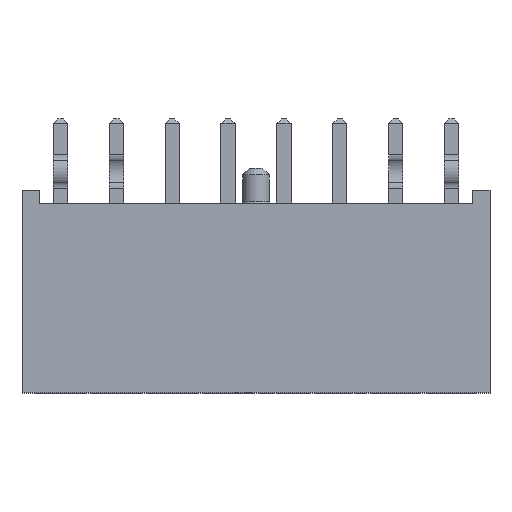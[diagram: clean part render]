
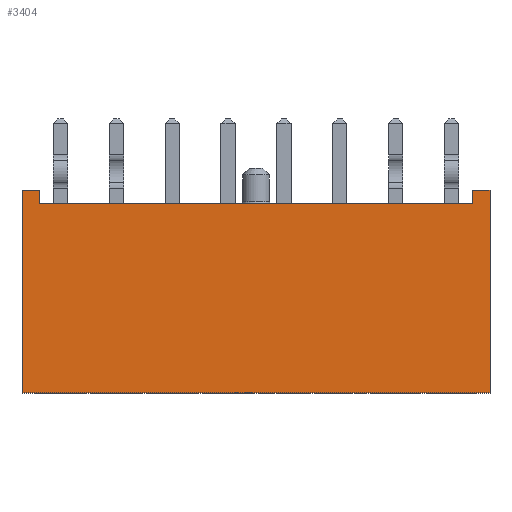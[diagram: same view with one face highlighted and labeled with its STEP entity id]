
A CAD part, top view. The second image highlights one B-rep face of the part: STEP entity #3404.
In plain terms, the highlighted planar face has unit normal (0, 0, 1).
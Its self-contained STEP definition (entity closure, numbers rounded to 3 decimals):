
#83=LINE('',#4636,#528);
#229=LINE('',#4935,#674);
#370=LINE('',#5228,#815);
#380=LINE('',#5247,#825);
#383=LINE('',#5251,#828);
#386=LINE('',#5257,#831);
#387=LINE('',#5259,#832);
#388=LINE('',#5260,#833);
#528=VECTOR('',#3760,1000.);
#674=VECTOR('',#3960,1000.);
#815=VECTOR('',#4229,1000.);
#825=VECTOR('',#4245,1000.);
#828=VECTOR('',#4250,1000.);
#831=VECTOR('',#4255,1000.);
#832=VECTOR('',#4256,1000.);
#833=VECTOR('',#4257,1000.);
#1517=ORIENTED_EDGE('',*,*,#2057,.F.);
#1518=ORIENTED_EDGE('',*,*,#2215,.T.);
#1519=ORIENTED_EDGE('',*,*,#2216,.F.);
#1520=ORIENTED_EDGE('',*,*,#2212,.T.);
#1521=ORIENTED_EDGE('',*,*,#1910,.T.);
#1522=ORIENTED_EDGE('',*,*,#2209,.F.);
#1523=ORIENTED_EDGE('',*,*,#2199,.F.);
#1524=ORIENTED_EDGE('',*,*,#2217,.F.);
#1910=EDGE_CURVE('',#2379,#2377,#83,.T.);
#2057=EDGE_CURVE('',#2504,#2505,#229,.T.);
#2199=EDGE_CURVE('',#2587,#2589,#370,.T.);
#2209=EDGE_CURVE('',#2589,#2377,#380,.T.);
#2212=EDGE_CURVE('',#2595,#2379,#383,.T.);
#2215=EDGE_CURVE('',#2504,#2597,#386,.T.);
#2216=EDGE_CURVE('',#2595,#2597,#387,.T.);
#2217=EDGE_CURVE('',#2505,#2587,#388,.T.);
#2377=VERTEX_POINT('',#4634);
#2379=VERTEX_POINT('',#4637);
#2504=VERTEX_POINT('',#4934);
#2505=VERTEX_POINT('',#4936);
#2587=VERTEX_POINT('',#5226);
#2589=VERTEX_POINT('',#5229);
#2595=VERTEX_POINT('',#5252);
#2597=VERTEX_POINT('',#5258);
#2824=EDGE_LOOP('',(#1517,#1518,#1519,#1520,#1521,#1522,#1523,#1524));
#3043=FACE_BOUND('',#2824,.T.);
#3229=PLANE('',#3629);
#3404=ADVANCED_FACE('',(#3043),#3229,.F.);
#3629=AXIS2_PLACEMENT_3D('',#5256,#4253,#4254);
#3760=DIRECTION('',(1.,0.,0.));
#3960=DIRECTION('',(1.,0.,0.));
#4229=DIRECTION('',(1.,0.,0.));
#4245=DIRECTION('',(0.,-1.,0.));
#4250=DIRECTION('',(0.,-1.,0.));
#4253=DIRECTION('',(0.,0.,-1.));
#4254=DIRECTION('',(-1.,0.,0.));
#4255=DIRECTION('',(0.,1.,0.));
#4256=DIRECTION('',(1.,0.,0.));
#4257=DIRECTION('',(0.,1.,0.));
#4634=CARTESIAN_POINT('',(10.47,0.,1.74));
#4636=CARTESIAN_POINT('',(-10.47,0.,1.74));
#4637=CARTESIAN_POINT('',(-10.47,0.,1.74));
#4934=CARTESIAN_POINT('',(-9.67,8.46,1.74));
#4935=CARTESIAN_POINT('',(-9.67,8.46,1.74));
#4936=CARTESIAN_POINT('',(9.67,8.46,1.74));
#5226=CARTESIAN_POINT('',(9.67,9.06,1.74));
#5228=CARTESIAN_POINT('',(-10.47,9.06,1.74));
#5229=CARTESIAN_POINT('',(10.47,9.06,1.74));
#5247=CARTESIAN_POINT('',(10.47,9.06,1.74));
#5251=CARTESIAN_POINT('',(-10.47,9.06,1.74));
#5252=CARTESIAN_POINT('',(-10.47,9.06,1.74));
#5256=CARTESIAN_POINT('',(-10.47,9.06,1.74));
#5257=CARTESIAN_POINT('',(-9.67,8.46,1.74));
#5258=CARTESIAN_POINT('',(-9.67,9.06,1.74));
#5259=CARTESIAN_POINT('',(-10.47,9.06,1.74));
#5260=CARTESIAN_POINT('',(9.67,8.46,1.74));
